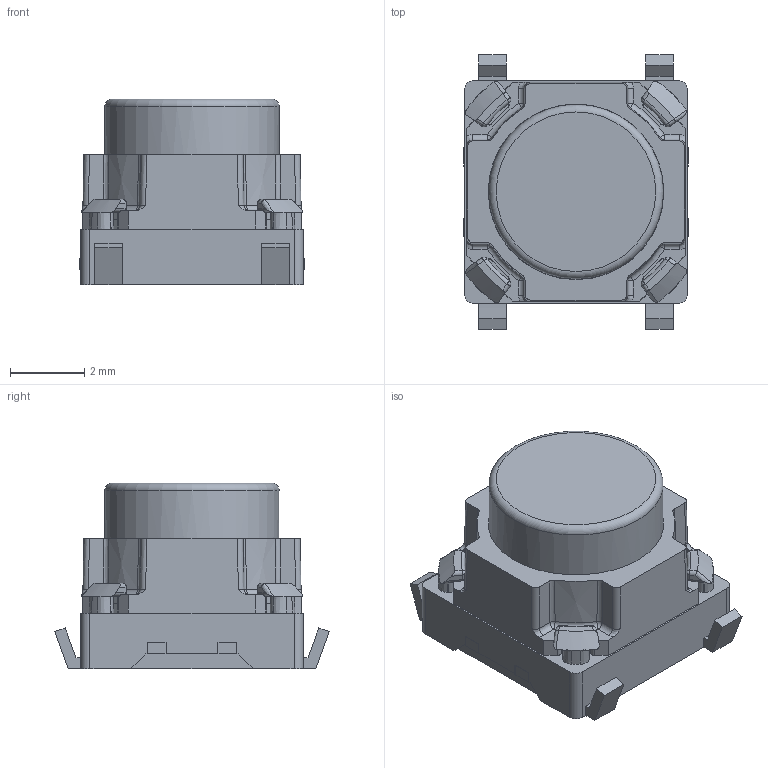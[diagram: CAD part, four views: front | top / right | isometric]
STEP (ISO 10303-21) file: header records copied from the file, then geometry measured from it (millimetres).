
FILE_DESCRIPTION(/* description */ (''),/* implementation_level */ '2;1');
FILE_NAME(/* name */ 'TL9100AFxxxQ.stp',/* time_stamp */ '2018-07-11T09:51:49-05:00',/* author */ ('mroman'),/* organization */ (''),/* preprocessor_version */ 'ST-DEVELOPER v17',/* originating_system */ 'Autodesk Inventor 2018',/* authorisation */ '');
FILE_SCHEMA (('AUTOMOTIVE_DESIGN { 1 0 10303 214 3 1 1 }'));
Length unit declared in the file: millimetre
Products named in the file (1): TL9100AFxxxQ
Bounding box: 6.05 x 7.4 x 5 mm (x, y, z)
Volume: 92.1 mm3; surface area: 385.7 mm2
Topology: 1 solids, 2 shells, 580 faces, 1694 edges, 1085 vertices
Faces by surface type: plane 350, cylinder 121, bspline 44, sphere 24, cone 21, torus 20
Full cylindrical faces by diameter (mm): 4 x1, 4.7 x1
Entity records: 21555 total; most frequent: CARTESIAN_POINT 6487, ORIENTED_EDGE 3356, DIRECTION 2972, EDGE_CURVE 1678, VERTEX_POINT 1085, AXIS2_PLACEMENT_3D 1030, LINE 912, VECTOR 912
